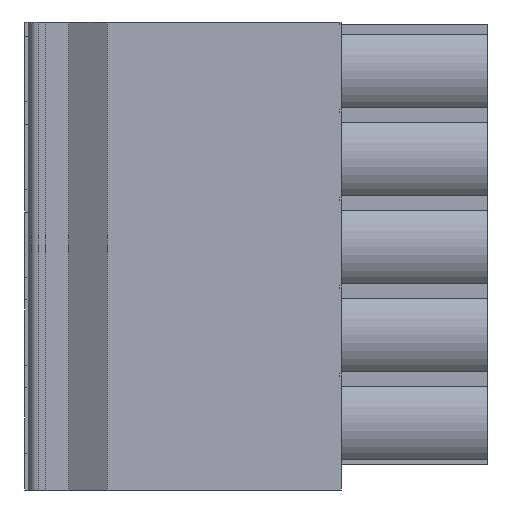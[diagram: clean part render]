
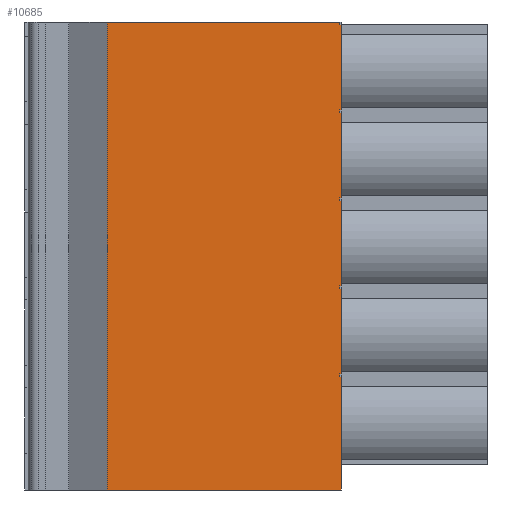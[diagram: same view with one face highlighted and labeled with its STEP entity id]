
A CAD part, front view. The second image highlights one B-rep face of the part: STEP entity #10685.
In plain terms, the highlighted planar face has unit normal (0, -1, 0).
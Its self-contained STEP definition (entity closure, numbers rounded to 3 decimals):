
#3241=CARTESIAN_POINT('',(8.9,-7.25,22.35));
#3242=VERTEX_POINT('',#3241);
#3250=CARTESIAN_POINT('',(8.9,-7.25,22.5));
#3251=VERTEX_POINT('',#3250);
#3258=CARTESIAN_POINT('',(8.9,-7.25,22.35));
#3259=DIRECTION('',(0.0,0.0,1.0));
#3260=VECTOR('',#3259,0.15);
#3261=LINE('',#3258,#3260);
#3262=EDGE_CURVE('',#3242,#3251,#3261,.T.);
#3409=CARTESIAN_POINT('',(-4.3,-7.25,22.5));
#3410=VERTEX_POINT('',#3409);
#3417=CARTESIAN_POINT('',(8.9,-7.25,22.5));
#3418=DIRECTION('',(-1.0,0.0,0.0));
#3419=VECTOR('',#3418,13.2);
#3420=LINE('',#3417,#3419);
#3421=EDGE_CURVE('',#3251,#3410,#3420,.T.);
#3465=CARTESIAN_POINT('',(9.0,-7.25,22.35));
#3466=VERTEX_POINT('',#3465);
#3467=CARTESIAN_POINT('',(8.9,-7.25,22.35));
#3468=DIRECTION('',(1.0,0.0,0.0));
#3469=VECTOR('',#3468,0.1);
#3470=LINE('',#3467,#3469);
#3471=EDGE_CURVE('',#3242,#3466,#3470,.T.);
#3488=CARTESIAN_POINT('',(9.0,-7.25,17.5));
#3489=VERTEX_POINT('',#3488);
#3490=CARTESIAN_POINT('',(9.0,-7.25,17.5));
#3491=DIRECTION('',(0.0,0.0,1.0));
#3492=VECTOR('',#3491,4.85);
#3493=LINE('',#3490,#3492);
#3494=EDGE_CURVE('',#3489,#3466,#3493,.T.);
#3810=CARTESIAN_POINT('',(8.9,-7.25,17.5));
#3811=VERTEX_POINT('',#3810);
#3812=CARTESIAN_POINT('',(9.0,-7.25,17.5));
#3813=DIRECTION('',(-1.0,0.0,0.0));
#3814=VECTOR('',#3813,0.1);
#3815=LINE('',#3812,#3814);
#3816=EDGE_CURVE('',#3489,#3811,#3815,.T.);
#5119=CARTESIAN_POINT('',(8.9,-7.25,17.35));
#5120=VERTEX_POINT('',#5119);
#5129=CARTESIAN_POINT('',(8.9,-7.25,17.35));
#5130=DIRECTION('',(0.0,0.0,1.0));
#5131=VECTOR('',#5130,0.15);
#5132=LINE('',#5129,#5131);
#5133=EDGE_CURVE('',#5120,#3811,#5132,.T.);
#5152=CARTESIAN_POINT('',(9.0,-7.25,17.35));
#5153=VERTEX_POINT('',#5152);
#5154=CARTESIAN_POINT('',(8.9,-7.25,17.35));
#5155=DIRECTION('',(1.0,0.0,0.0));
#5156=VECTOR('',#5155,0.1);
#5157=LINE('',#5154,#5156);
#5158=EDGE_CURVE('',#5120,#5153,#5157,.T.);
#5175=CARTESIAN_POINT('',(9.0,-7.25,12.5));
#5176=VERTEX_POINT('',#5175);
#5177=CARTESIAN_POINT('',(9.0,-7.25,12.5));
#5178=DIRECTION('',(0.0,0.0,1.0));
#5179=VECTOR('',#5178,4.85);
#5180=LINE('',#5177,#5179);
#5181=EDGE_CURVE('',#5176,#5153,#5180,.T.);
#5506=CARTESIAN_POINT('',(8.9,-7.25,12.5));
#5507=VERTEX_POINT('',#5506);
#5508=CARTESIAN_POINT('',(9.0,-7.25,12.5));
#5509=DIRECTION('',(-1.0,0.0,0.0));
#5510=VECTOR('',#5509,0.1);
#5511=LINE('',#5508,#5510);
#5512=EDGE_CURVE('',#5176,#5507,#5511,.T.);
#6494=CARTESIAN_POINT('',(8.9,-7.25,12.35));
#6495=VERTEX_POINT('',#6494);
#6504=CARTESIAN_POINT('',(8.9,-7.25,12.35));
#6505=DIRECTION('',(0.0,0.0,1.0));
#6506=VECTOR('',#6505,0.15);
#6507=LINE('',#6504,#6506);
#6508=EDGE_CURVE('',#6495,#5507,#6507,.T.);
#6527=CARTESIAN_POINT('',(9.0,-7.25,12.35));
#6528=VERTEX_POINT('',#6527);
#6529=CARTESIAN_POINT('',(8.9,-7.25,12.35));
#6530=DIRECTION('',(1.0,0.0,0.0));
#6531=VECTOR('',#6530,0.1);
#6532=LINE('',#6529,#6531);
#6533=EDGE_CURVE('',#6495,#6528,#6532,.T.);
#6550=CARTESIAN_POINT('',(9.0,-7.25,7.5));
#6551=VERTEX_POINT('',#6550);
#6552=CARTESIAN_POINT('',(9.0,-7.25,7.5));
#6553=DIRECTION('',(0.0,0.0,1.0));
#6554=VECTOR('',#6553,4.85);
#6555=LINE('',#6552,#6554);
#6556=EDGE_CURVE('',#6551,#6528,#6555,.T.);
#6881=CARTESIAN_POINT('',(8.9,-7.25,7.5));
#6882=VERTEX_POINT('',#6881);
#6883=CARTESIAN_POINT('',(9.0,-7.25,7.5));
#6884=DIRECTION('',(-1.0,0.0,0.0));
#6885=VECTOR('',#6884,0.1);
#6886=LINE('',#6883,#6885);
#6887=EDGE_CURVE('',#6551,#6882,#6886,.T.);
#7869=CARTESIAN_POINT('',(8.9,-7.25,7.35));
#7870=VERTEX_POINT('',#7869);
#7879=CARTESIAN_POINT('',(8.9,-7.25,7.35));
#7880=DIRECTION('',(0.0,0.0,1.0));
#7881=VECTOR('',#7880,0.15);
#7882=LINE('',#7879,#7881);
#7883=EDGE_CURVE('',#7870,#6882,#7882,.T.);
#7902=CARTESIAN_POINT('',(9.0,-7.25,7.35));
#7903=VERTEX_POINT('',#7902);
#7904=CARTESIAN_POINT('',(8.9,-7.25,7.35));
#7905=DIRECTION('',(1.0,0.0,0.0));
#7906=VECTOR('',#7905,0.1);
#7907=LINE('',#7904,#7906);
#7908=EDGE_CURVE('',#7870,#7903,#7907,.T.);
#7925=CARTESIAN_POINT('',(9.0,-7.25,2.5));
#7926=VERTEX_POINT('',#7925);
#7927=CARTESIAN_POINT('',(9.0,-7.25,2.5));
#7928=DIRECTION('',(0.0,0.0,1.0));
#7929=VECTOR('',#7928,4.85);
#7930=LINE('',#7927,#7929);
#7931=EDGE_CURVE('',#7926,#7903,#7930,.T.);
#8256=CARTESIAN_POINT('',(8.9,-7.25,2.5));
#8257=VERTEX_POINT('',#8256);
#8258=CARTESIAN_POINT('',(9.0,-7.25,2.5));
#8259=DIRECTION('',(-1.0,0.0,0.0));
#8260=VECTOR('',#8259,0.1);
#8261=LINE('',#8258,#8260);
#8262=EDGE_CURVE('',#7926,#8257,#8261,.T.);
#8472=CARTESIAN_POINT('',(9.0,-7.25,-4.1));
#8473=VERTEX_POINT('',#8472);
#8480=CARTESIAN_POINT('',(-4.3,-7.25,-4.1));
#8481=VERTEX_POINT('',#8480);
#8482=CARTESIAN_POINT('',(9.0,-7.25,-4.1));
#8483=DIRECTION('',(-1.0,0.0,0.0));
#8484=VECTOR('',#8483,13.3);
#8485=LINE('',#8482,#8484);
#8486=EDGE_CURVE('',#8473,#8481,#8485,.T.);
#9802=CARTESIAN_POINT('',(8.9,-7.25,2.35));
#9803=VERTEX_POINT('',#9802);
#9812=CARTESIAN_POINT('',(8.9,-7.25,2.35));
#9813=DIRECTION('',(0.0,0.0,1.0));
#9814=VECTOR('',#9813,0.15);
#9815=LINE('',#9812,#9814);
#9816=EDGE_CURVE('',#9803,#8257,#9815,.T.);
#9835=CARTESIAN_POINT('',(9.0,-7.25,2.35));
#9836=VERTEX_POINT('',#9835);
#9837=CARTESIAN_POINT('',(8.9,-7.25,2.35));
#9838=DIRECTION('',(1.0,0.0,0.0));
#9839=VECTOR('',#9838,0.1);
#9840=LINE('',#9837,#9839);
#9841=EDGE_CURVE('',#9803,#9836,#9840,.T.);
#9858=CARTESIAN_POINT('',(9.0,-7.25,-4.1));
#9859=DIRECTION('',(0.0,0.0,1.0));
#9860=VECTOR('',#9859,6.45);
#9861=LINE('',#9858,#9860);
#9862=EDGE_CURVE('',#8473,#9836,#9861,.T.);
#10442=CARTESIAN_POINT('',(-4.3,-7.25,-4.1));
#10443=DIRECTION('',(0.0,0.0,1.0));
#10444=VECTOR('',#10443,26.6);
#10445=LINE('',#10442,#10444);
#10446=EDGE_CURVE('',#8481,#3410,#10445,.T.);
#10656=CARTESIAN_POINT('',(9.0,-7.25,-2.5));
#10657=DIRECTION('',(0.0,-1.0,0.0));
#10658=DIRECTION('',(0.0,0.0,-1.0));
#10659=AXIS2_PLACEMENT_3D('',#10656,#10657,#10658);
#10660=PLANE('',#10659);
#10661=ORIENTED_EDGE('',*,*,#9816,.T.);
#10662=ORIENTED_EDGE('',*,*,#8262,.F.);
#10663=ORIENTED_EDGE('',*,*,#7931,.T.);
#10664=ORIENTED_EDGE('',*,*,#7908,.F.);
#10665=ORIENTED_EDGE('',*,*,#7883,.T.);
#10666=ORIENTED_EDGE('',*,*,#6887,.F.);
#10667=ORIENTED_EDGE('',*,*,#6556,.T.);
#10668=ORIENTED_EDGE('',*,*,#6533,.F.);
#10669=ORIENTED_EDGE('',*,*,#6508,.T.);
#10670=ORIENTED_EDGE('',*,*,#5512,.F.);
#10671=ORIENTED_EDGE('',*,*,#5181,.T.);
#10672=ORIENTED_EDGE('',*,*,#5158,.F.);
#10673=ORIENTED_EDGE('',*,*,#5133,.T.);
#10674=ORIENTED_EDGE('',*,*,#3816,.F.);
#10675=ORIENTED_EDGE('',*,*,#3494,.T.);
#10676=ORIENTED_EDGE('',*,*,#3471,.F.);
#10677=ORIENTED_EDGE('',*,*,#3262,.T.);
#10678=ORIENTED_EDGE('',*,*,#3421,.T.);
#10679=ORIENTED_EDGE('',*,*,#10446,.F.);
#10680=ORIENTED_EDGE('',*,*,#8486,.F.);
#10681=ORIENTED_EDGE('',*,*,#9862,.T.);
#10682=ORIENTED_EDGE('',*,*,#9841,.F.);
#10683=EDGE_LOOP('',(#10661,#10662,#10663,#10664,#10665,#10666,#10667,#10668,#10669,#10670,#10671,#10672,#10673,#10674,#10675,#10676,#10677,#10678,#10679,#10680,#10681,#10682));
#10684=FACE_OUTER_BOUND('',#10683,.T.);
#10685=ADVANCED_FACE('',(#10684),#10660,.T.);
